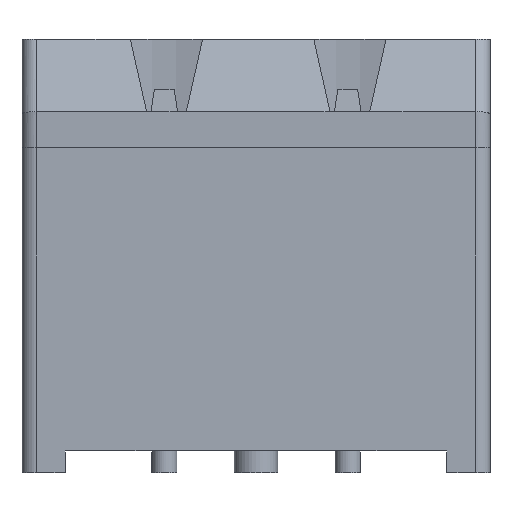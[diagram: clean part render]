
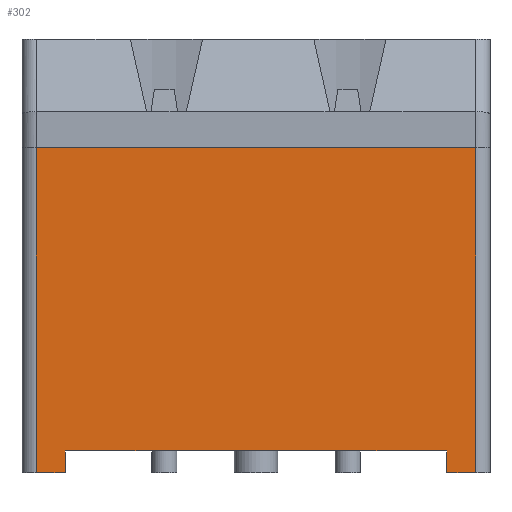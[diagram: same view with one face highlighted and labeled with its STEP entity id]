
A CAD part, front view. The second image highlights one B-rep face of the part: STEP entity #302.
In plain terms, the highlighted planar face has unit normal (0, -1, 0).
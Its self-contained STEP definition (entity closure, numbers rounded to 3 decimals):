
#302 = ADVANCED_FACE( '', ( #642 ), #643, .T. );
#642 = FACE_OUTER_BOUND( '', #1033, .T. );
#643 = PLANE( '', #1034 );
#1033 = EDGE_LOOP( '', ( #1720, #1721, #1722, #1723, #1724, #1725, #1726, #1727, #1728, #1729 ) );
#1034 = AXIS2_PLACEMENT_3D( '', #1730, #1731, #1732 );
#1720 = ORIENTED_EDGE( '', *, *, #2664, .T. );
#1721 = ORIENTED_EDGE( '', *, *, #2665, .T. );
#1722 = ORIENTED_EDGE( '', *, *, #2662, .T. );
#1723 = ORIENTED_EDGE( '', *, *, #2657, .T. );
#1724 = ORIENTED_EDGE( '', *, *, #2523, .T. );
#1725 = ORIENTED_EDGE( '', *, *, #2418, .T. );
#1726 = ORIENTED_EDGE( '', *, *, #2652, .F. );
#1727 = ORIENTED_EDGE( '', *, *, #2666, .F. );
#1728 = ORIENTED_EDGE( '', *, *, #2667, .F. );
#1729 = ORIENTED_EDGE( '', *, *, #2457, .F. );
#1730 = CARTESIAN_POINT( '', ( 0., 0.8, 0. ) );
#1731 = DIRECTION( '', ( 0., -1., 0. ) );
#1732 = DIRECTION( '', ( 0., 0., -1. ) );
#2418 = EDGE_CURVE( '', #2883, #2880, #2884, .T. );
#2457 = EDGE_CURVE( '', #2952, #2947, #2954, .T. );
#2523 = EDGE_CURVE( '', #3058, #2883, #3061, .T. );
#2652 = EDGE_CURVE( '', #3261, #2880, #3263, .T. );
#2657 = EDGE_CURVE( '', #3269, #3058, #3270, .T. );
#2662 = EDGE_CURVE( '', #3274, #3269, #3277, .T. );
#2664 = EDGE_CURVE( '', #2952, #3279, #3280, .T. );
#2665 = EDGE_CURVE( '', #3279, #3274, #3281, .T. );
#2666 = EDGE_CURVE( '', #3282, #3261, #3283, .T. );
#2667 = EDGE_CURVE( '', #2947, #3282, #3284, .T. );
#2880 = VERTEX_POINT( '', #3556 );
#2883 = VERTEX_POINT( '', #3560 );
#2884 = LINE( '', #3561, #3562 );
#2947 = VERTEX_POINT( '', #3651 );
#2952 = VERTEX_POINT( '', #3657 );
#2954 = LINE( '', #3660, #3661 );
#3058 = VERTEX_POINT( '', #3810 );
#3061 = LINE( '', #3814, #3815 );
#3261 = VERTEX_POINT( '', #4101 );
#3263 = LINE( '', #4104, #4105 );
#3269 = VERTEX_POINT( '', #4114 );
#3270 = LINE( '', #4115, #4116 );
#3274 = VERTEX_POINT( '', #4120 );
#3277 = LINE( '', #4124, #4125 );
#3279 = VERTEX_POINT( '', #4127 );
#3280 = LINE( '', #4128, #4129 );
#3281 = LINE( '', #4130, #4131 );
#3282 = VERTEX_POINT( '', #4132 );
#3283 = LINE( '', #4133, #4134 );
#3284 = LINE( '', #4135, #4136 );
#3556 = CARTESIAN_POINT( '', ( 1.2, 0.8, 0. ) );
#3560 = CARTESIAN_POINT( '', ( 0.4, 0.8, 0. ) );
#3561 = CARTESIAN_POINT( '', ( 0., 0.8, 0. ) );
#3562 = VECTOR( '', #4482, 1000. );
#3651 = CARTESIAN_POINT( '', ( 9.02, 0.8, 0.6 ) );
#3657 = CARTESIAN_POINT( '', ( 11.76, 0.8, 0.6 ) );
#3660 = CARTESIAN_POINT( '', ( 11.76, 0.8, 0.6 ) );
#3661 = VECTOR( '', #4520, 1000. );
#3810 = CARTESIAN_POINT( '', ( 0.4, 0.8, 9. ) );
#3814 = CARTESIAN_POINT( '', ( 0.4, 0.8, 0. ) );
#3815 = VECTOR( '', #4585, 1000. );
#4101 = CARTESIAN_POINT( '', ( 1.2, 0.8, 0.6 ) );
#4104 = CARTESIAN_POINT( '', ( 1.2, 0.8, 0.6 ) );
#4105 = VECTOR( '', #4718, 1000. );
#4114 = CARTESIAN_POINT( '', ( 12.56, 0.8, 9. ) );
#4115 = CARTESIAN_POINT( '', ( 12.96, 0.8, 9. ) );
#4116 = VECTOR( '', #4722, 1000. );
#4120 = CARTESIAN_POINT( '', ( 12.56, 0.8, 0. ) );
#4124 = CARTESIAN_POINT( '', ( 12.56, 0.8, 0. ) );
#4125 = VECTOR( '', #4730, 1000. );
#4127 = CARTESIAN_POINT( '', ( 11.76, 0.8, 0. ) );
#4128 = CARTESIAN_POINT( '', ( 11.76, 0.8, 0.6 ) );
#4129 = VECTOR( '', #4731, 1000. );
#4130 = CARTESIAN_POINT( '', ( 0., 0.8, 0. ) );
#4131 = VECTOR( '', #4732, 1000. );
#4132 = CARTESIAN_POINT( '', ( 3.94, 0.8, 0.6 ) );
#4133 = CARTESIAN_POINT( '', ( 11.76, 0.8, 0.6 ) );
#4134 = VECTOR( '', #4733, 1000. );
#4135 = CARTESIAN_POINT( '', ( 11.76, 0.8, 0.6 ) );
#4136 = VECTOR( '', #4734, 1000. );
#4482 = DIRECTION( '', ( 1., 0., 0. ) );
#4520 = DIRECTION( '', ( -1., 0., 0. ) );
#4585 = DIRECTION( '', ( 0., 0., -1. ) );
#4718 = DIRECTION( '', ( 0., 0., -1. ) );
#4722 = DIRECTION( '', ( -1., 0., 0. ) );
#4730 = DIRECTION( '', ( 0., 0., 1. ) );
#4731 = DIRECTION( '', ( 0., 0., -1. ) );
#4732 = DIRECTION( '', ( 1., 0., 0. ) );
#4733 = DIRECTION( '', ( -1., 0., 0. ) );
#4734 = DIRECTION( '', ( -1., 0., 0. ) );
